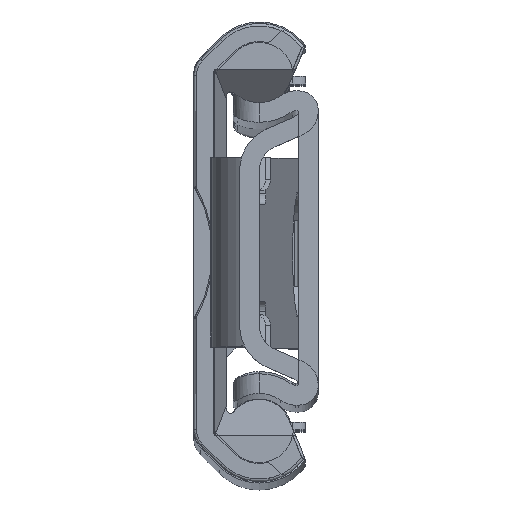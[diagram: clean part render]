
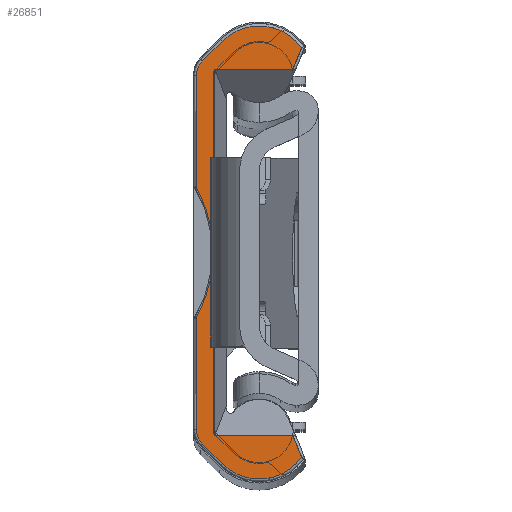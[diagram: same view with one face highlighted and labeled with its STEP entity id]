
A CAD part, top view. The second image highlights one B-rep face of the part: STEP entity #26851.
In plain terms, the highlighted planar face has unit normal (0, 0, 1).
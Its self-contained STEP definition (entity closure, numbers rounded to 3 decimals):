
#969=PLANE('',#28571);
#1618=CIRCLE('',#28565,10.1);
#1622=CIRCLE('',#28572,1.6);
#1623=CIRCLE('',#28573,4.);
#1624=CIRCLE('',#28574,4.);
#1625=CIRCLE('',#28575,1.6);
#2789=FACE_OUTER_BOUND('',#4283,.T.);
#4283=EDGE_LOOP('',(#18128,#18129,#18130,#18131,#18132,#18133,#18134,#18135,
#18136,#18137,#18138,#18139,#18140,#18141));
#5959=LINE('',#39572,#7682);
#5961=LINE('',#39578,#7684);
#5962=LINE('',#39582,#7685);
#5963=LINE('',#39586,#7686);
#5964=LINE('',#39588,#7687);
#5965=LINE('',#39590,#7688);
#5966=LINE('',#39592,#7689);
#5967=LINE('',#39594,#7690);
#5968=LINE('',#39598,#7691);
#7682=VECTOR('',#32080,10.);
#7684=VECTOR('',#32086,10.);
#7685=VECTOR('',#32089,10.);
#7686=VECTOR('',#32092,10.);
#7687=VECTOR('',#32093,10.);
#7688=VECTOR('',#32094,10.);
#7689=VECTOR('',#32095,10.);
#7690=VECTOR('',#32096,10.);
#7691=VECTOR('',#32099,10.);
#10393=VERTEX_POINT('',#39493);
#10395=VERTEX_POINT('',#39511);
#10398=VERTEX_POINT('',#39571);
#10400=VERTEX_POINT('',#39577);
#10401=VERTEX_POINT('',#39579);
#10402=VERTEX_POINT('',#39581);
#10403=VERTEX_POINT('',#39583);
#10404=VERTEX_POINT('',#39585);
#10405=VERTEX_POINT('',#39587);
#10406=VERTEX_POINT('',#39589);
#10407=VERTEX_POINT('',#39591);
#10408=VERTEX_POINT('',#39593);
#10409=VERTEX_POINT('',#39595);
#10410=VERTEX_POINT('',#39597);
#13298=EDGE_CURVE('',#10395,#10393,#1618,.T.);
#13305=EDGE_CURVE('',#10393,#10398,#5959,.T.);
#13308=EDGE_CURVE('',#10400,#10395,#5961,.T.);
#13309=EDGE_CURVE('',#10401,#10400,#1622,.T.);
#13310=EDGE_CURVE('',#10402,#10401,#5962,.T.);
#13311=EDGE_CURVE('',#10403,#10402,#1623,.T.);
#13312=EDGE_CURVE('',#10404,#10403,#5963,.T.);
#13313=EDGE_CURVE('',#10404,#10405,#5964,.T.);
#13314=EDGE_CURVE('',#10405,#10406,#5965,.T.);
#13315=EDGE_CURVE('',#10406,#10407,#5966,.T.);
#13316=EDGE_CURVE('',#10408,#10407,#5967,.T.);
#13317=EDGE_CURVE('',#10409,#10408,#1624,.T.);
#13318=EDGE_CURVE('',#10410,#10409,#5968,.T.);
#13319=EDGE_CURVE('',#10398,#10410,#1625,.T.);
#18128=ORIENTED_EDGE('',*,*,#13298,.F.);
#18129=ORIENTED_EDGE('',*,*,#13308,.F.);
#18130=ORIENTED_EDGE('',*,*,#13309,.F.);
#18131=ORIENTED_EDGE('',*,*,#13310,.F.);
#18132=ORIENTED_EDGE('',*,*,#13311,.F.);
#18133=ORIENTED_EDGE('',*,*,#13312,.F.);
#18134=ORIENTED_EDGE('',*,*,#13313,.T.);
#18135=ORIENTED_EDGE('',*,*,#13314,.T.);
#18136=ORIENTED_EDGE('',*,*,#13315,.T.);
#18137=ORIENTED_EDGE('',*,*,#13316,.F.);
#18138=ORIENTED_EDGE('',*,*,#13317,.F.);
#18139=ORIENTED_EDGE('',*,*,#13318,.F.);
#18140=ORIENTED_EDGE('',*,*,#13319,.F.);
#18141=ORIENTED_EDGE('',*,*,#13305,.F.);
#26851=ADVANCED_FACE('',(#2789),#969,.F.);
#28565=AXIS2_PLACEMENT_3D('',#39513,#32068,#32069);
#28571=AXIS2_PLACEMENT_3D('',#39576,#32084,#32085);
#28572=AXIS2_PLACEMENT_3D('',#39580,#32087,#32088);
#28573=AXIS2_PLACEMENT_3D('',#39584,#32090,#32091);
#28574=AXIS2_PLACEMENT_3D('',#39596,#32097,#32098);
#28575=AXIS2_PLACEMENT_3D('',#39599,#32100,#32101);
#32068=DIRECTION('center_axis',(0.,0.,
1.));
#32069=DIRECTION('ref_axis',(1.,0.,0.));
#32080=DIRECTION('',(0.,1.,0.));
#32084=DIRECTION('center_axis',(0.,0.,
-1.));
#32085=DIRECTION('ref_axis',(1.,0.,0.));
#32086=DIRECTION('',(0.,1.,0.));
#32087=DIRECTION('center_axis',(0.,0.,
-1.));
#32088=DIRECTION('ref_axis',(-0.924,-0.383,0.));
#32089=DIRECTION('',(-0.707,0.707,0.));
#32090=DIRECTION('center_axis',(0.,0.,
-1.));
#32091=DIRECTION('ref_axis',(0.082,-0.997,0.));
#32092=DIRECTION('',(0.391,-0.921,0.));
#32093=DIRECTION('',(-1.,0.,0.));
#32094=DIRECTION('',(0.,1.,0.));
#32095=DIRECTION('',(1.,0.,0.));
#32096=DIRECTION('',(-0.391,-0.921,0.));
#32097=DIRECTION('center_axis',(0.,0.,
-1.));
#32098=DIRECTION('ref_axis',(0.082,0.997,0.));
#32099=DIRECTION('',(0.707,0.707,0.));
#32100=DIRECTION('center_axis',(0.,0.,
-1.));
#32101=DIRECTION('ref_axis',(-0.924,0.383,0.));
#39493=CARTESIAN_POINT('',(-4.8,4.957,153.5));
#39511=CARTESIAN_POINT('',(-4.8,-4.957,153.5));
#39513=CARTESIAN_POINT('Origin',(-13.6,0.,153.5));
#39571=CARTESIAN_POINT('',(-4.8,13.494,153.5));
#39572=CARTESIAN_POINT('',(-4.8,11.489,153.5));
#39576=CARTESIAN_POINT('Origin',(-2.302,9.483,153.5));
#39577=CARTESIAN_POINT('',(-4.8,-13.494,153.5));
#39578=CARTESIAN_POINT('',(-4.8,11.489,153.5));
#39579=CARTESIAN_POINT('',(-4.331,-14.625,153.5));
#39580=CARTESIAN_POINT('Origin',(-3.2,-13.494,153.5));
#39581=CARTESIAN_POINT('',(-2.828,-16.128,153.5));
#39582=CARTESIAN_POINT('',(-9.1,-9.857,153.5));
#39583=CARTESIAN_POINT('',(3.252,-15.63,153.5));
#39584=CARTESIAN_POINT('Origin',(0.,-13.3,
153.5));
#39585=CARTESIAN_POINT('',(2.56,-14.,153.5));
#39586=CARTESIAN_POINT('',(-2.302,-2.547,153.5));
#39587=CARTESIAN_POINT('',(-3.4,-14.,153.5));
#39588=CARTESIAN_POINT('',(-2.401,-14.,153.5));
#39589=CARTESIAN_POINT('',(-3.4,14.,153.5));
#39590=CARTESIAN_POINT('',(-3.4,4.742,153.5));
#39591=CARTESIAN_POINT('',(2.56,14.,153.5));
#39592=CARTESIAN_POINT('',(-2.401,14.,153.5));
#39593=CARTESIAN_POINT('',(3.252,15.63,153.5));
#39594=CARTESIAN_POINT('',(1.109,10.582,153.5));
#39595=CARTESIAN_POINT('',(-2.828,16.128,153.5));
#39596=CARTESIAN_POINT('Origin',(0.,13.3,153.5));
#39597=CARTESIAN_POINT('',(-4.331,14.625,153.5));
#39598=CARTESIAN_POINT('',(-4.358,14.599,153.5));
#39599=CARTESIAN_POINT('Origin',(-3.2,13.494,153.5));
